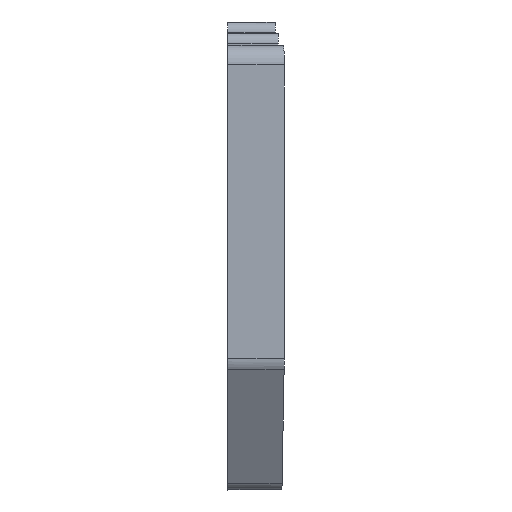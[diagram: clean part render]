
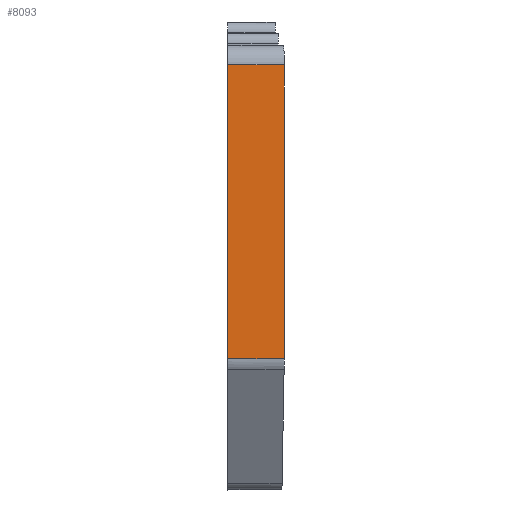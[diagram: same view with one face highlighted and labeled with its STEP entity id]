
A CAD part, left-side view. The second image highlights one B-rep face of the part: STEP entity #8093.
In plain terms, the highlighted planar face has unit normal (-1, 0, 0).
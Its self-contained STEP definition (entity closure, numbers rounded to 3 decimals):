
#350=PLANE('',#8614);
#667=FACE_OUTER_BOUND('',#1158,.T.);
#1158=EDGE_LOOP('',(#6362,#6363,#6364,#6365,#6366));
#1860=LINE('',#12374,#2740);
#1894=LINE('',#12472,#2774);
#1895=LINE('',#12476,#2775);
#1896=LINE('',#12478,#2776);
#1897=LINE('',#12479,#2777);
#2740=VECTOR('',#9936,10.);
#2774=VECTOR('',#10032,10.);
#2775=VECTOR('',#10037,10.);
#2776=VECTOR('',#10038,10.);
#2777=VECTOR('',#10039,10.);
#3767=VERTEX_POINT('',#12370);
#3768=VERTEX_POINT('',#12372);
#3801=VERTEX_POINT('',#12471);
#3802=VERTEX_POINT('',#12475);
#3803=VERTEX_POINT('',#12477);
#4685=EDGE_CURVE('',#3767,#3768,#1860,.T.);
#4734=EDGE_CURVE('',#3801,#3767,#1894,.T.);
#4736=EDGE_CURVE('',#3768,#3802,#1895,.T.);
#4737=EDGE_CURVE('',#3803,#3802,#1896,.T.);
#4738=EDGE_CURVE('',#3801,#3803,#1897,.T.);
#6362=ORIENTED_EDGE('',*,*,#4685,.T.);
#6363=ORIENTED_EDGE('',*,*,#4736,.T.);
#6364=ORIENTED_EDGE('',*,*,#4737,.F.);
#6365=ORIENTED_EDGE('',*,*,#4738,.F.);
#6366=ORIENTED_EDGE('',*,*,#4734,.T.);
#8093=ADVANCED_FACE('',(#667),#350,.T.);
#8614=AXIS2_PLACEMENT_3D('',#12474,#10035,#10036);
#9936=DIRECTION('',(0.,0.,1.));
#10032=DIRECTION('',(0.,-1.,0.));
#10035=DIRECTION('center_axis',(-1.,0.,0.));
#10036=DIRECTION('ref_axis',(0.,0.,-1.));
#10037=DIRECTION('',(0.,0.,1.));
#10038=DIRECTION('',(0.,-1.,0.));
#10039=DIRECTION('',(0.,0.,1.));
#12370=CARTESIAN_POINT('',(-142.,-10.151,-20.622));
#12372=CARTESIAN_POINT('',(-142.,-10.15,0.538));
#12374=CARTESIAN_POINT('',(-142.,-10.147,43.634));
#12471=CARTESIAN_POINT('',(-142.,1.35,-20.622));
#12472=CARTESIAN_POINT('',(-142.,1.35,-20.622));
#12474=CARTESIAN_POINT('Origin',(-142.,1.35,39.258));
#12475=CARTESIAN_POINT('',(-142.,-10.15,39.258));
#12476=CARTESIAN_POINT('',(-142.,-10.15,43.633));
#12477=CARTESIAN_POINT('',(-142.,1.35,39.258));
#12478=CARTESIAN_POINT('',(-142.,1.35,39.258));
#12479=CARTESIAN_POINT('',(-142.,1.35,-15.742));
